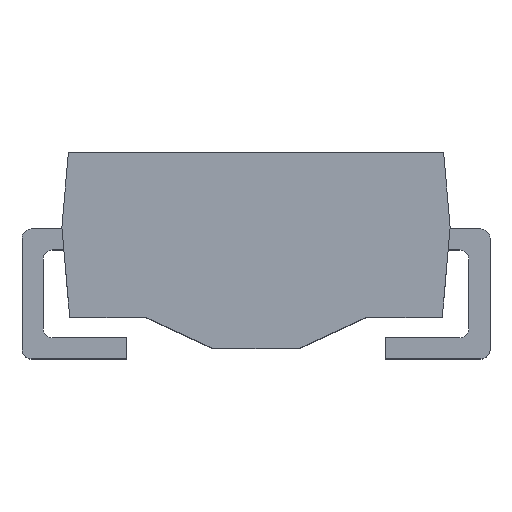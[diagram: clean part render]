
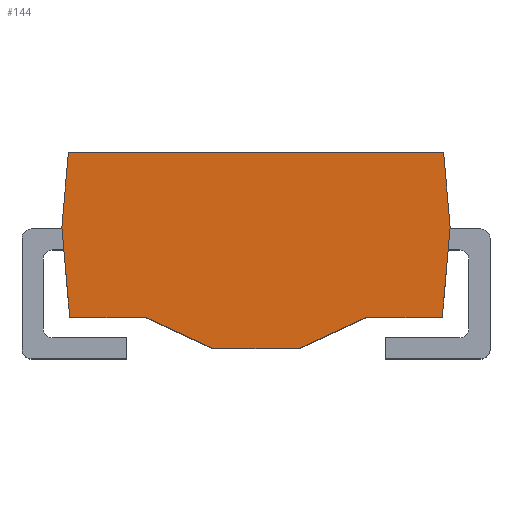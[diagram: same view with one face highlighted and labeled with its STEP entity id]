
A CAD part, top view. The second image highlights one B-rep face of the part: STEP entity #144.
In plain terms, the highlighted planar face has unit normal (0, 0, 1).
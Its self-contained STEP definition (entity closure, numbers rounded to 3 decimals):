
#144 = ADVANCED_FACE( '', ( #395 ), #396, .T. );
#395 = FACE_OUTER_BOUND( '', #746, .T. );
#396 = PLANE( '', #747 );
#746 = EDGE_LOOP( '', ( #1186, #1187, #1188, #1189, #1190, #1191, #1192, #1193, #1194, #1195 ) );
#747 = AXIS2_PLACEMENT_3D( '', #1196, #1197, #1198 );
#1186 = ORIENTED_EDGE( '', *, *, #2369, .T. );
#1187 = ORIENTED_EDGE( '', *, *, #2400, .T. );
#1188 = ORIENTED_EDGE( '', *, *, #2401, .T. );
#1189 = ORIENTED_EDGE( '', *, *, #2402, .T. );
#1190 = ORIENTED_EDGE( '', *, *, #2403, .T. );
#1191 = ORIENTED_EDGE( '', *, *, #2404, .T. );
#1192 = ORIENTED_EDGE( '', *, *, #2405, .T. );
#1193 = ORIENTED_EDGE( '', *, *, #2406, .T. );
#1194 = ORIENTED_EDGE( '', *, *, #2320, .T. );
#1195 = ORIENTED_EDGE( '', *, *, #2407, .T. );
#1196 = CARTESIAN_POINT( '', ( 0., 0., 1.335 ) );
#1197 = DIRECTION( '', ( 0., 0., 1. ) );
#1198 = DIRECTION( '', ( 1., 0., 0. ) );
#2320 = EDGE_CURVE( '', #2723, #2721, #2724, .T. );
#2369 = EDGE_CURVE( '', #2817, #2815, #2818, .T. );
#2400 = EDGE_CURVE( '', #2815, #2876, #2877, .T. );
#2401 = EDGE_CURVE( '', #2876, #2878, #2879, .T. );
#2402 = EDGE_CURVE( '', #2878, #2880, #2881, .T. );
#2403 = EDGE_CURVE( '', #2880, #2882, #2883, .T. );
#2404 = EDGE_CURVE( '', #2882, #2884, #2885, .T. );
#2405 = EDGE_CURVE( '', #2884, #2886, #2887, .T. );
#2406 = EDGE_CURVE( '', #2886, #2723, #2888, .T. );
#2407 = EDGE_CURVE( '', #2721, #2817, #2889, .T. );
#2721 = VERTEX_POINT( '', #3318 );
#2723 = VERTEX_POINT( '', #3321 );
#2724 = LINE( '', #3322, #3323 );
#2815 = VERTEX_POINT( '', #3566 );
#2817 = VERTEX_POINT( '', #3569 );
#2818 = LINE( '', #3570, #3571 );
#2876 = VERTEX_POINT( '', #3774 );
#2877 = LINE( '', #3775, #3776 );
#2878 = VERTEX_POINT( '', #3777 );
#2879 = LINE( '', #3778, #3779 );
#2880 = VERTEX_POINT( '', #3780 );
#2881 = LINE( '', #3781, #3782 );
#2882 = VERTEX_POINT( '', #3783 );
#2883 = LINE( '', #3784, #3785 );
#2884 = VERTEX_POINT( '', #3786 );
#2885 = LINE( '', #3787, #3788 );
#2886 = VERTEX_POINT( '', #3789 );
#2887 = LINE( '', #3790, #3791 );
#2888 = LINE( '', #3792, #3793 );
#2889 = LINE( '', #3794, #3795 );
#3318 = CARTESIAN_POINT( '', ( 2.12, 0.193, 1.335 ) );
#3321 = CARTESIAN_POINT( '', ( 2.034, -0.789, 1.335 ) );
#3322 = CARTESIAN_POINT( '', ( 2.027, -0.869, 1.335 ) );
#3323 = VECTOR( '', #4704, 1000. );
#3566 = CARTESIAN_POINT( '', ( -2.049, 1.005, 1.335 ) );
#3569 = CARTESIAN_POINT( '', ( 2.049, 1.005, 1.335 ) );
#3570 = CARTESIAN_POINT( '', ( 2.087, 1.005, 1.335 ) );
#3571 = VECTOR( '', #4714, 1000. );
#3774 = CARTESIAN_POINT( '', ( -2.12, 0.193, 1.335 ) );
#3775 = CARTESIAN_POINT( '', ( -2.049, 1.002, 1.335 ) );
#3776 = VECTOR( '', #4717, 1000. );
#3777 = CARTESIAN_POINT( '', ( -2.034, -0.789, 1.335 ) );
#3778 = CARTESIAN_POINT( '', ( -2.121, 0.201, 1.335 ) );
#3779 = VECTOR( '', #4718, 1000. );
#3780 = CARTESIAN_POINT( '', ( -1.209, -0.789, 1.335 ) );
#3781 = CARTESIAN_POINT( '', ( -2.065, -0.789, 1.335 ) );
#3782 = VECTOR( '', #4719, 1000. );
#3783 = CARTESIAN_POINT( '', ( -0.472, -1.13, 1.335 ) );
#3784 = CARTESIAN_POINT( '', ( -1.241, -0.774, 1.335 ) );
#3785 = VECTOR( '', #4720, 1000. );
#3786 = CARTESIAN_POINT( '', ( 0.472, -1.13, 1.335 ) );
#3787 = CARTESIAN_POINT( '', ( -0.5, -1.13, 1.335 ) );
#3788 = VECTOR( '', #4721, 1000. );
#3789 = CARTESIAN_POINT( '', ( 1.209, -0.789, 1.335 ) );
#3790 = CARTESIAN_POINT( '', ( 0.462, -1.134, 1.335 ) );
#3791 = VECTOR( '', #4722, 1000. );
#3792 = CARTESIAN_POINT( '', ( 1.209, -0.789, 1.335 ) );
#3793 = VECTOR( '', #4723, 1000. );
#3794 = CARTESIAN_POINT( '', ( 2.12, 0.193, 1.335 ) );
#3795 = VECTOR( '', #4724, 1000. );
#4704 = DIRECTION( '', ( 0.087, 0.996, 0. ) );
#4714 = DIRECTION( '', ( -1., 0., 0. ) );
#4717 = DIRECTION( '', ( -0.087, -0.996, 0. ) );
#4718 = DIRECTION( '', ( 0.087, -0.996, 0. ) );
#4719 = DIRECTION( '', ( 1., 0., 0. ) );
#4720 = DIRECTION( '', ( 0.908, -0.42, 0. ) );
#4721 = DIRECTION( '', ( 1., 0., 0. ) );
#4722 = DIRECTION( '', ( 0.908, 0.42, 0. ) );
#4723 = DIRECTION( '', ( 1., 0., 0. ) );
#4724 = DIRECTION( '', ( -0.087, 0.996, 0. ) );
